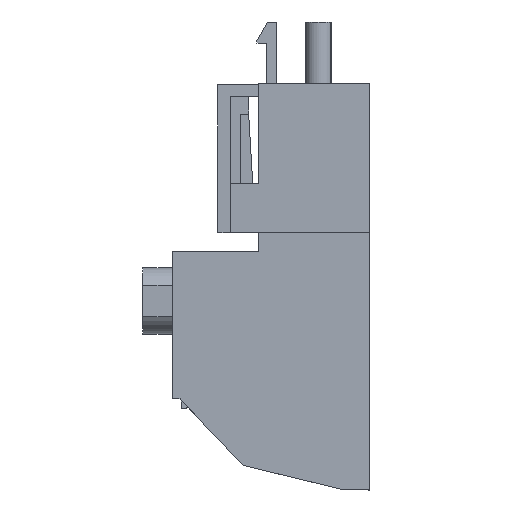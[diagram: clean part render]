
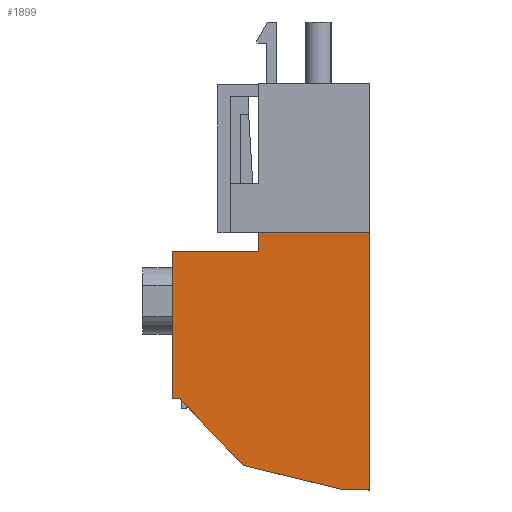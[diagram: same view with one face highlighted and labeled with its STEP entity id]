
A CAD part, left-side view. The second image highlights one B-rep face of the part: STEP entity #1899.
In plain terms, the highlighted planar face has unit normal (-1, 0, 0).
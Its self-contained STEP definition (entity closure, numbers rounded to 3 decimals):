
#1830=AXIS2_PLACEMENT_3D('Plane Axis2P3D',#1827,#1828,#1829) ;
#180=CARTESIAN_POINT('Vertex',(7.62,0.,0.)) ;
#183=CARTESIAN_POINT('Line Origine',(7.62,1.25,0.)) ;
#187=CARTESIAN_POINT('Vertex',(7.62,2.5,0.)) ;
#540=CARTESIAN_POINT('Line Origine',(7.62,7.675,1.25)) ;
#544=CARTESIAN_POINT('Vertex',(7.62,12.85,2.5)) ;
#850=CARTESIAN_POINT('Vertex',(7.62,0.,27.93)) ;
#853=CARTESIAN_POINT('Line Origine',(7.62,0.,13.965)) ;
#1827=CARTESIAN_POINT('Axis2P3D Location',(7.62,0.,41.45)) ;
#1832=CARTESIAN_POINT('Line Origine',(7.62,5.625,27.93)) ;
#1836=CARTESIAN_POINT('Vertex',(7.62,11.25,27.93)) ;
#1839=CARTESIAN_POINT('Line Origine',(7.62,11.25,34.69)) ;
#1843=CARTESIAN_POINT('Vertex',(7.62,11.25,41.45)) ;
#1846=CARTESIAN_POINT('Line Origine',(7.62,11.275,41.45)) ;
#1850=CARTESIAN_POINT('Vertex',(7.62,11.3,41.45)) ;
#1853=CARTESIAN_POINT('Line Origine',(7.62,11.3,32.875)) ;
#1857=CARTESIAN_POINT('Vertex',(7.62,11.3,24.3)) ;
#1860=CARTESIAN_POINT('Line Origine',(7.62,15.7,24.3)) ;
#1864=CARTESIAN_POINT('Vertex',(7.62,20.1,24.3)) ;
#1867=CARTESIAN_POINT('Line Origine',(7.62,20.1,16.8)) ;
#1871=CARTESIAN_POINT('Vertex',(7.62,20.1,9.3)) ;
#1874=CARTESIAN_POINT('Line Origine',(7.62,19.7,9.3)) ;
#1878=CARTESIAN_POINT('Vertex',(7.62,19.3,9.3)) ;
#1881=CARTESIAN_POINT('Line Origine',(7.62,16.075,5.9)) ;
#184=DIRECTION('Vector Direction',(0.,-1.,0.)) ;
#541=DIRECTION('Vector Direction',(0.,-0.972,-0.235)) ;
#854=DIRECTION('Vector Direction',(0.,0.,-1.)) ;
#1828=DIRECTION('Axis2P3D Direction',(1.,0.,0.)) ;
#1829=DIRECTION('Axis2P3D XDirection',(0.,0.,-1.)) ;
#1833=DIRECTION('Vector Direction',(0.,-1.,0.)) ;
#1840=DIRECTION('Vector Direction',(0.,0.,-1.)) ;
#1847=DIRECTION('Vector Direction',(0.,-1.,0.)) ;
#1854=DIRECTION('Vector Direction',(0.,0.,-1.)) ;
#1861=DIRECTION('Vector Direction',(0.,-1.,0.)) ;
#1868=DIRECTION('Vector Direction',(0.,0.,-1.)) ;
#1875=DIRECTION('Vector Direction',(0.,-1.,0.)) ;
#1882=DIRECTION('Vector Direction',(0.,-0.688,-0.726)) ;
#185=VECTOR('Line Direction',#184,1.) ;
#542=VECTOR('Line Direction',#541,1.) ;
#855=VECTOR('Line Direction',#854,1.) ;
#1834=VECTOR('Line Direction',#1833,1.) ;
#1841=VECTOR('Line Direction',#1840,1.) ;
#1848=VECTOR('Line Direction',#1847,1.) ;
#1855=VECTOR('Line Direction',#1854,1.) ;
#1862=VECTOR('Line Direction',#1861,1.) ;
#1869=VECTOR('Line Direction',#1868,1.) ;
#1876=VECTOR('Line Direction',#1875,1.) ;
#1883=VECTOR('Line Direction',#1882,1.) ;
#1887=ORIENTED_EDGE('',*,*,#1838,.F.) ;
#1888=ORIENTED_EDGE('',*,*,#1845,.F.) ;
#1889=ORIENTED_EDGE('',*,*,#1852,.F.) ;
#1890=ORIENTED_EDGE('',*,*,#1859,.T.) ;
#1891=ORIENTED_EDGE('',*,*,#1866,.F.) ;
#1892=ORIENTED_EDGE('',*,*,#1873,.F.) ;
#1893=ORIENTED_EDGE('',*,*,#1880,.F.) ;
#1894=ORIENTED_EDGE('',*,*,#1885,.F.) ;
#1895=ORIENTED_EDGE('',*,*,#546,.F.) ;
#1896=ORIENTED_EDGE('',*,*,#189,.F.) ;
#1897=ORIENTED_EDGE('',*,*,#857,.F.) ;
#1899=ADVANCED_FACE('HOUSING.1',(#1898),#1831,.F.) ;
#189=EDGE_CURVE('',#181,#188,#186,.F.) ;
#546=EDGE_CURVE('',#188,#545,#543,.F.) ;
#857=EDGE_CURVE('',#851,#181,#856,.T.) ;
#1838=EDGE_CURVE('',#1837,#851,#1835,.T.) ;
#1845=EDGE_CURVE('',#1844,#1837,#1842,.T.) ;
#1852=EDGE_CURVE('',#1851,#1844,#1849,.T.) ;
#1859=EDGE_CURVE('',#1851,#1858,#1856,.T.) ;
#1866=EDGE_CURVE('',#1865,#1858,#1863,.T.) ;
#1873=EDGE_CURVE('',#1872,#1865,#1870,.F.) ;
#1880=EDGE_CURVE('',#1879,#1872,#1877,.F.) ;
#1885=EDGE_CURVE('',#545,#1879,#1884,.F.) ;
#1886=EDGE_LOOP('',(#1887,#1888,#1889,#1890,#1891,#1892,#1893,#1894,#1895,#1896,#1897)) ;
#1898=FACE_OUTER_BOUND('',#1886,.T.) ;
#186=LINE('Line',#183,#185) ;
#543=LINE('Line',#540,#542) ;
#856=LINE('Line',#853,#855) ;
#1835=LINE('Line',#1832,#1834) ;
#1842=LINE('Line',#1839,#1841) ;
#1849=LINE('Line',#1846,#1848) ;
#1856=LINE('Line',#1853,#1855) ;
#1863=LINE('Line',#1860,#1862) ;
#1870=LINE('Line',#1867,#1869) ;
#1877=LINE('Line',#1874,#1876) ;
#1884=LINE('Line',#1881,#1883) ;
#1831=PLANE('',#1830) ;
#181=VERTEX_POINT('',#180) ;
#188=VERTEX_POINT('',#187) ;
#545=VERTEX_POINT('',#544) ;
#851=VERTEX_POINT('',#850) ;
#1837=VERTEX_POINT('',#1836) ;
#1844=VERTEX_POINT('',#1843) ;
#1851=VERTEX_POINT('',#1850) ;
#1858=VERTEX_POINT('',#1857) ;
#1865=VERTEX_POINT('',#1864) ;
#1872=VERTEX_POINT('',#1871) ;
#1879=VERTEX_POINT('',#1878) ;
